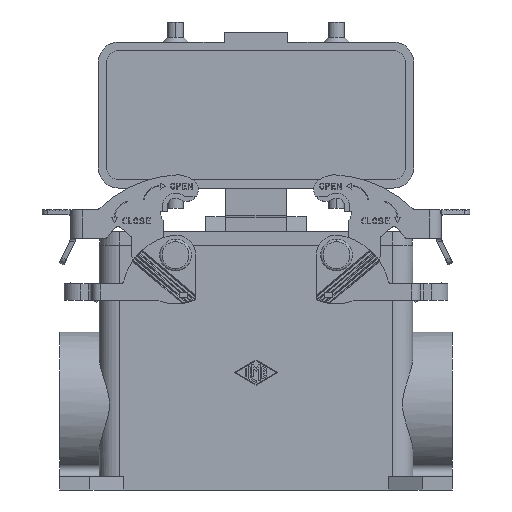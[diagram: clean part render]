
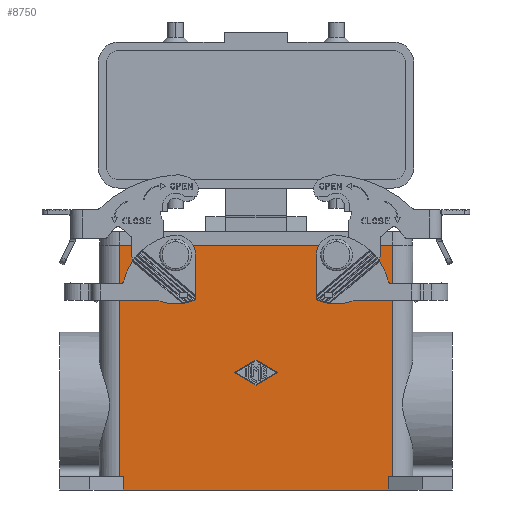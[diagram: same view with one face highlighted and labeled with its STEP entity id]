
A CAD part, front view. The second image highlights one B-rep face of the part: STEP entity #8750.
In plain terms, the highlighted planar face has unit normal (0, -1, 0).
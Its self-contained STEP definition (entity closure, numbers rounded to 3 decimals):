
#7400=CARTESIAN_POINT('',(15.5,-22.25,-70.));
#7410=DIRECTION('',(0.,-1.,0.));
#7420=DIRECTION('',(0.,0.,-1.));
#7430=AXIS2_PLACEMENT_3D('',#7400,#7410,#7420);
#7440=PLANE('',#7430);
#7450=CARTESIAN_POINT('',(-17.5,-22.25,-35.));
#7460=DIRECTION('',(-0.866,0.,-0.5));
#7470=VECTOR('',#7460,7.504);
#7480=LINE('',#7450,#7470);
#7490=CARTESIAN_POINT('',(-17.5,-22.25,-35.));
#7500=VERTEX_POINT('',#7490);
#7510=CARTESIAN_POINT('',(-24.,-22.25,-38.749));
#7520=VERTEX_POINT('',#7510);
#7530=EDGE_CURVE('',#7500,#7520,#7480,.T.);
#7540=ORIENTED_EDGE('',*,*,#7530,.T.);
#7550=CARTESIAN_POINT('',(-24.,-22.25,-31.251));
#7560=DIRECTION('',(0.866,0.,-0.5));
#7570=VECTOR('',#7560,7.504);
#7580=LINE('',#7550,#7570);
#7590=CARTESIAN_POINT('',(-24.,-22.25,-31.251));
#7600=VERTEX_POINT('',#7590);
#7610=EDGE_CURVE('',#7600,#7500,#7580,.T.);
#7620=ORIENTED_EDGE('',*,*,#7610,.T.);
#7630=CARTESIAN_POINT('',(-30.5,-22.25,-35.));
#7640=DIRECTION('',(0.866,0.,0.5));
#7650=VECTOR('',#7640,7.504);
#7660=LINE('',#7630,#7650);
#7670=CARTESIAN_POINT('',(-30.5,-22.25,-35.));
#7680=VERTEX_POINT('',#7670);
#7690=EDGE_CURVE('',#7680,#7600,#7660,.T.);
#7700=ORIENTED_EDGE('',*,*,#7690,.T.);
#7710=CARTESIAN_POINT('',(-24.,-22.25,-38.749));
#7720=DIRECTION('',(-0.866,0.,0.5));
#7730=VECTOR('',#7720,7.504);
#7740=LINE('',#7710,#7730);
#7750=EDGE_CURVE('',#7520,#7680,#7740,.T.);
#7760=ORIENTED_EDGE('',*,*,#7750,.T.);
#7770=EDGE_LOOP('',(#7760,#7700,#7620,#7540));
#7780=FACE_BOUND('',#7770,.T.);
#7790=CARTESIAN_POINT('',(-48.,-22.25,0.));
#7800=DIRECTION('',(-0.,1.,0.));
#7810=DIRECTION('',(0.,0.,1.));
#7820=AXIS2_PLACEMENT_3D('',#7790,#7800,#7810);
#7830=CIRCLE('',#7820,1.5);
#7840=CARTESIAN_POINT('',(-48.,-22.25,-1.5));
#7850=VERTEX_POINT('',#7840);
#7860=CARTESIAN_POINT('',(-48.,-22.25,1.5));
#7870=VERTEX_POINT('',#7860);
#7880=EDGE_CURVE('',#7850,#7870,#7830,.T.);
#7890=ORIENTED_EDGE('',*,*,#7880,.T.);
#7900=EDGE_CURVE('',#7870,#7850,#7830,.T.);
#7910=ORIENTED_EDGE('',*,*,#7900,.T.);
#7920=EDGE_LOOP('',(#7910,#7890));
#7930=FACE_BOUND('',#7920,.T.);
#7940=CARTESIAN_POINT('',(0.,-22.25,0.));
#7950=DIRECTION('',(-0.,1.,0.));
#7960=DIRECTION('',(0.,0.,1.));
#7970=AXIS2_PLACEMENT_3D('',#7940,#7950,#7960);
#7980=CIRCLE('',#7970,1.5);
#7990=CARTESIAN_POINT('',(0.,-22.25,1.5));
#8000=VERTEX_POINT('',#7990);
#8010=CARTESIAN_POINT('',(0.,-22.25,-1.5)
);
#8020=VERTEX_POINT('',#8010);
#8030=EDGE_CURVE('',#8000,#8020,#7980,.T.);
#8040=ORIENTED_EDGE('',*,*,#8030,.T.);
#8050=EDGE_CURVE('',#8020,#8000,#7980,.T.);
#8060=ORIENTED_EDGE('',*,*,#8050,.T.);
#8070=EDGE_LOOP('',(#8060,#8040));
#8080=FACE_BOUND('',#8070,.T.);
#8090=CARTESIAN_POINT('',(-63.5,-22.25,-66.));
#8100=DIRECTION('',(-1.,0.,0.));
#8110=VECTOR('',#8100,1.25);
#8120=LINE('',#8090,#8110);
#8130=CARTESIAN_POINT('',(-63.5,-22.25,-66.));
#8140=VERTEX_POINT('',#8130);
#8150=CARTESIAN_POINT('',(-64.75,-22.25,-66.));
#8160=VERTEX_POINT('',#8150);
#8170=EDGE_CURVE('',#8140,#8160,#8120,.T.);
#8180=ORIENTED_EDGE('',*,*,#8170,.F.);
#8190=CARTESIAN_POINT('',(-64.75,-22.25,-66.));
#8200=DIRECTION('',(0.,0.,1.));
#8210=VECTOR('',#8200,69.);
#8220=LINE('',#8190,#8210);
#8230=CARTESIAN_POINT('',(-64.75,-22.25,3.));
#8240=VERTEX_POINT('',#8230);
#8250=EDGE_CURVE('',#8160,#8240,#8220,.T.);
#8260=ORIENTED_EDGE('',*,*,#8250,.F.);
#8270=CARTESIAN_POINT('',(16.75,-22.25,3.));
#8280=DIRECTION('',(-1.,0.,0.));
#8290=VECTOR('',#8280,81.5);
#8300=LINE('',#8270,#8290);
#8310=CARTESIAN_POINT('',(16.75,-22.25,3.));
#8320=VERTEX_POINT('',#8310);
#8330=EDGE_CURVE('',#8320,#8240,#8300,.T.);
#8340=ORIENTED_EDGE('',*,*,#8330,.T.);
#8350=CARTESIAN_POINT('',(16.75,-22.25,-66.));
#8360=DIRECTION('',(0.,0.,1.));
#8370=VECTOR('',#8360,69.);
#8380=LINE('',#8350,#8370);
#8390=CARTESIAN_POINT('',(16.75,-22.25,-66.));
#8400=VERTEX_POINT('',#8390);
#8410=EDGE_CURVE('',#8400,#8320,#8380,.T.);
#8420=ORIENTED_EDGE('',*,*,#8410,.T.);
#8430=CARTESIAN_POINT('',(16.75,-22.25,-66.));
#8440=DIRECTION('',(-1.,0.,0.));
#8450=VECTOR('',#8440,1.25);
#8460=LINE('',#8430,#8450);
#8470=CARTESIAN_POINT('',(15.5,-22.25,-66.));
#8480=VERTEX_POINT('',#8470);
#8490=EDGE_CURVE('',#8400,#8480,#8460,.T.);
#8500=ORIENTED_EDGE('',*,*,#8490,.F.);
#8510=CARTESIAN_POINT('',(15.5,-22.25,-70.));
#8520=DIRECTION('',(0.,0.,1.));
#8530=VECTOR('',#8520,4.);
#8540=LINE('',#8510,#8530);
#8550=CARTESIAN_POINT('',(15.5,-22.25,-70.));
#8560=VERTEX_POINT('',#8550);
#8570=EDGE_CURVE('',#8560,#8480,#8540,.T.);
#8580=ORIENTED_EDGE('',*,*,#8570,.T.);
#8590=CARTESIAN_POINT('',(15.5,-22.25,-70.));
#8600=DIRECTION('',(-1.,0.,0.));
#8610=VECTOR('',#8600,79.);
#8620=LINE('',#8590,#8610);
#8630=CARTESIAN_POINT('',(-63.5,-22.25,-70.));
#8640=VERTEX_POINT('',#8630);
#8650=EDGE_CURVE('',#8560,#8640,#8620,.T.);
#8660=ORIENTED_EDGE('',*,*,#8650,.F.);
#8670=CARTESIAN_POINT('',(-63.5,-22.25,-70.));
#8680=DIRECTION('',(0.,0.,1.));
#8690=VECTOR('',#8680,4.);
#8700=LINE('',#8670,#8690);
#8710=EDGE_CURVE('',#8640,#8140,#8700,.T.);
#8720=ORIENTED_EDGE('',*,*,#8710,.F.);
#8730=EDGE_LOOP('',(#8720,#8660,#8580,#8500,#8420,#8340,#8260,#8180));
#8740=FACE_OUTER_BOUND('',#8730,.T.);
#8750=ADVANCED_FACE('',(#7780,#7930,#8080,#8740),#7440,.T.);
